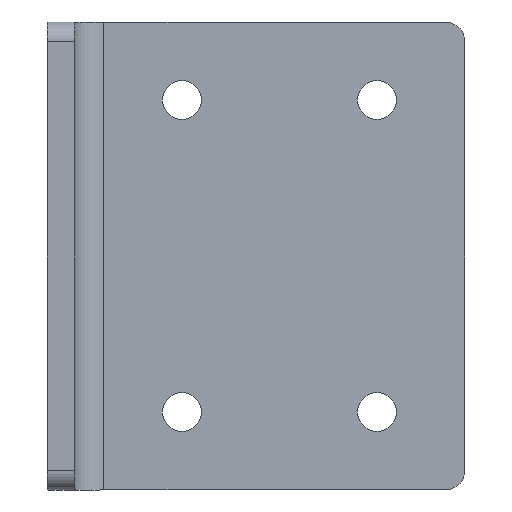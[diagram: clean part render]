
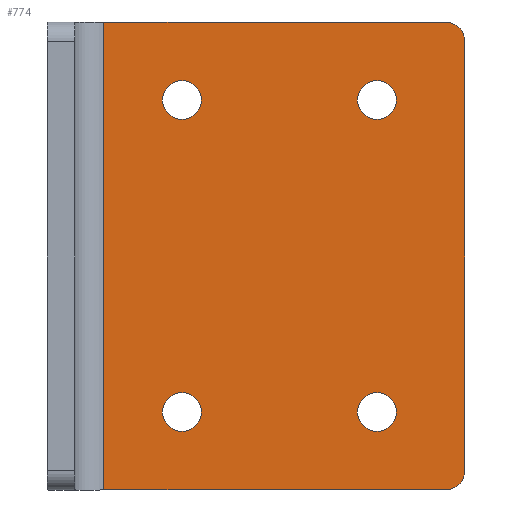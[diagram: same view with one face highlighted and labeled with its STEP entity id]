
A CAD part, front view. The second image highlights one B-rep face of the part: STEP entity #774.
In plain terms, the highlighted planar face has unit normal (0, -1, 0).
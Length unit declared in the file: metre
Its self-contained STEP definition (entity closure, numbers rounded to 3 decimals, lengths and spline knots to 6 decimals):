
#52 = CARTESIAN_POINT('NONE', (0, 0, -0));
#53 = VERTEX_POINT('NONE', #52);
#56 = CARTESIAN_POINT('NONE', (0, 0, -0.1524));
#57 = VERTEX_POINT('NONE', #56);
#60 = CARTESIAN_POINT('NONE', (0.03175, 0, -0.0254));
#61 = VERTEX_POINT('NONE', #60);
#64 = CARTESIAN_POINT('NONE', (0.09525, 0, -0.127));
#65 = VERTEX_POINT('NONE', #64);
#68 = CARTESIAN_POINT('NONE', (0.03175, 0, -0.127));
#69 = VERTEX_POINT('NONE', #68);
#72 = CARTESIAN_POINT('NONE', (0.09525, 0, -0.0254));
#73 = VERTEX_POINT('NONE', #72);
#76 = CARTESIAN_POINT('NONE', (0.111125, 0, -0));
#77 = VERTEX_POINT('NONE', #76);
#82 = CARTESIAN_POINT('NONE', (0.117475, 0, -0.00635));
#83 = VERTEX_POINT('NONE', #82);
#84 = CARTESIAN_POINT('NONE', (0.117475, 0, -0.14605));
#85 = VERTEX_POINT('NONE', #84);
#90 = CARTESIAN_POINT('NONE', (0.111125, 0, -0.1524));
#91 = VERTEX_POINT('NONE', #90);
#256 = DIRECTION('NONE', (0, 0, 1));
#257 = VECTOR('NONE', #256, 1);
#258 = CARTESIAN_POINT('NONE', (0, 0, -0.1524));
#259 = LINE('NONE', #258, #257);
#264 = DIRECTION('NONE', (1, 0, -0));
#265 = DIRECTION('NONE', (0, -1, 0));
#266 = CARTESIAN_POINT('NONE', (0.0254, -0, -0.0254));
#267 = AXIS2_PLACEMENT_3D('NONE', #266, #265, #264);
#268 = CIRCLE('NONE', #267, 0.00635);
#278 = DIRECTION('NONE', (1, 0, 0.));
#279 = DIRECTION('NONE', (0, -1, 0));
#280 = CARTESIAN_POINT('NONE', (0.0889, -0, -0.127));
#281 = AXIS2_PLACEMENT_3D('NONE', #280, #279, #278);
#282 = CIRCLE('NONE', #281, 0.00635);
#292 = DIRECTION('NONE', (1, 0, 0.));
#293 = DIRECTION('NONE', (0, -1, 0));
#294 = CARTESIAN_POINT('NONE', (0.0254, -0, -0.127));
#295 = AXIS2_PLACEMENT_3D('NONE', #294, #293, #292);
#296 = CIRCLE('NONE', #295, 0.00635);
#306 = DIRECTION('NONE', (1, 0, 0.));
#307 = DIRECTION('NONE', (0, -1, 0));
#308 = CARTESIAN_POINT('NONE', (0.0889, -0, -0.0254));
#309 = AXIS2_PLACEMENT_3D('NONE', #308, #307, #306);
#310 = CIRCLE('NONE', #309, 0.00635);
#333 = DIRECTION('NONE', (1, 0, 0.));
#334 = DIRECTION('NONE', (0, -1, 0));
#335 = CARTESIAN_POINT('NONE', (0.111125, -0, -0.00635));
#336 = AXIS2_PLACEMENT_3D('NONE', #335, #334, #333);
#337 = CIRCLE('NONE', #336, 0.00635);
#338 = DIRECTION('NONE', (1, 0, 0));
#339 = VECTOR('NONE', #338, 1);
#340 = CARTESIAN_POINT('NONE', (0, 0, -0));
#341 = LINE('NONE', #340, #339);
#359 = DIRECTION('NONE', (0., 0, -1));
#360 = DIRECTION('NONE', (0, -1, -0));
#361 = CARTESIAN_POINT('NONE', (0.111125, -0, -0.14605));
#362 = AXIS2_PLACEMENT_3D('NONE', #361, #360, #359);
#363 = CIRCLE('NONE', #362, 0.00635);
#364 = DIRECTION('NONE', (0, 0, -1));
#365 = VECTOR('NONE', #364, 1);
#366 = CARTESIAN_POINT('NONE', (0.117475, 0, -0.00635));
#367 = LINE('NONE', #366, #365);
#372 = DIRECTION('NONE', (-1, 0, 0.));
#373 = VECTOR('NONE', #372, 1);
#374 = CARTESIAN_POINT('NONE', (0.111125, 0, -0.1524));
#375 = LINE('NONE', #374, #373);
#418 = EDGE_CURVE('NONE', #57, #53, #259, .T.);
#420 = EDGE_CURVE('NONE', #61, #61, #268, .T.);
#423 = EDGE_CURVE('NONE', #65, #65, #282, .T.);
#426 = EDGE_CURVE('NONE', #69, #69, #296, .T.);
#429 = EDGE_CURVE('NONE', #73, #73, #310, .T.);
#435 = EDGE_CURVE('NONE', #83, #77, #337, .T.);
#436 = EDGE_CURVE('NONE', #53, #77, #341, .T.);
#441 = EDGE_CURVE('NONE', #91, #85, #363, .T.);
#442 = EDGE_CURVE('NONE', #83, #85, #367, .T.);
#444 = EDGE_CURVE('NONE', #91, #57, #375, .T.);
#552 = CARTESIAN_POINT('NONE', (0, 0, -0));
#553 = DIRECTION('NONE', (0, 1, 0));
#554 = AXIS2_PLACEMENT_3D('NONE', #552, #553, $);
#555 = PLANE('NONE', #554);
#754 = ORIENTED_EDGE('NONE', *, *, #418, .F.);
#755 = ORIENTED_EDGE('NONE', *, *, #444, .F.);
#756 = ORIENTED_EDGE('NONE', *, *, #441, .T.);
#757 = ORIENTED_EDGE('NONE', *, *, #442, .F.);
#758 = ORIENTED_EDGE('NONE', *, *, #435, .T.);
#759 = ORIENTED_EDGE('NONE', *, *, #436, .F.);
#760 = ORIENTED_EDGE('NONE', *, *, #420, .F.);
#761 = ORIENTED_EDGE('NONE', *, *, #423, .F.);
#762 = ORIENTED_EDGE('NONE', *, *, #426, .F.);
#763 = ORIENTED_EDGE('NONE', *, *, #429, .F.);
#764 = EDGE_LOOP('NONE', (#754, #755, #756, #757, #758, #759));
#765 = FACE_BOUND('NONE', #764, .T.);
#766 = EDGE_LOOP('NONE', (#760));
#767 = FACE_BOUND('NONE', #766, .T.);
#768 = EDGE_LOOP('NONE', (#761));
#769 = FACE_BOUND('NONE', #768, .T.);
#770 = EDGE_LOOP('NONE', (#762));
#771 = FACE_BOUND('NONE', #770, .T.);
#772 = EDGE_LOOP('NONE', (#763));
#773 = FACE_BOUND('NONE', #772, .T.);
#774 = ADVANCED_FACE('NONE', (#765, #767, #769, #771, #773), #555, .F.);
